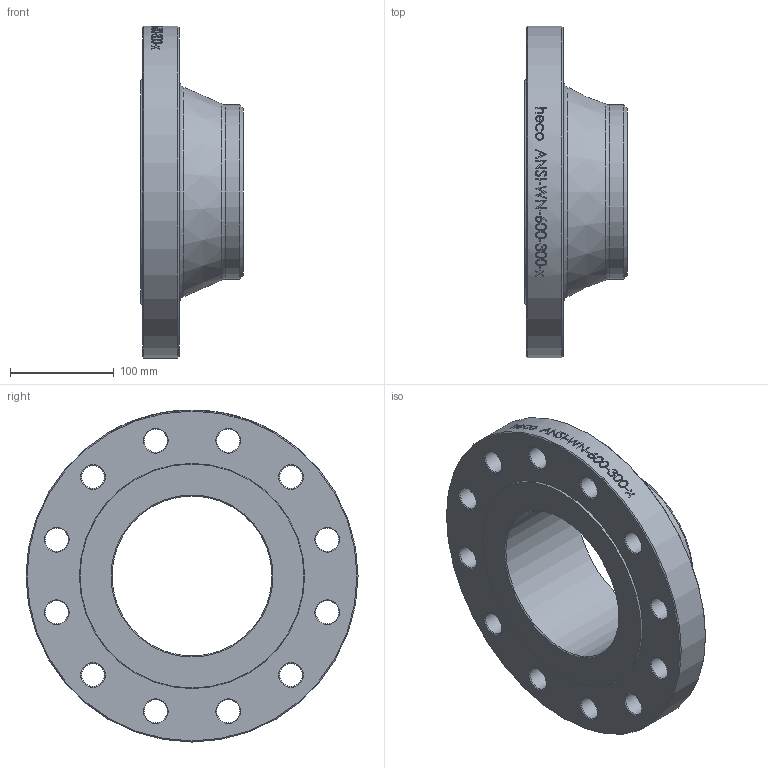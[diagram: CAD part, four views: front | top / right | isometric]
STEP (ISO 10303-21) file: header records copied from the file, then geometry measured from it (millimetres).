
FILE_DESCRIPTION (( 'STEP AP214' ), '1' );
FILE_NAME ('ANSI-WN-600-300-x Vorschweissflansch ASME B16.5 Class300 2102.STEP', '2021-02-09T15:20:01', ( '' ), ( '' ), 'SwSTEP 2.0', 'SolidWorks 2019', '' );
FILE_SCHEMA (( 'AUTOMOTIVE_DESIGN' ));
Length unit declared in the file: millimetre
Products named in the file (1): ANSI-WN-600-300-x Vorschweissflansch ASME B16.5 Class300 2102
Bounding box: 99 x 320 x 320 mm (x, y, z)
Volume: 2486481.6 mm3; surface area: 250145.3 mm2
Topology: 1 solids, 1 shells, 80 faces, 333 edges, 285 vertices
Faces by surface type: cylinder 44, cone 30, plane 4, torus 2
Full cylindrical faces by diameter (mm): 22.2 x12, 154.1 x1, 168.3 x1, 320 x1
Entity records: 8725 total; most frequent: CARTESIAN_POINT 5986, ORIENTED_EDGE 538, DIRECTION 390, VERTEX_POINT 269, EDGE_CURVE 269, EDGE_LOOP 184, AXIS2_PLACEMENT_3D 183, B_SPLINE_CURVE_WITH_KNOTS 143
